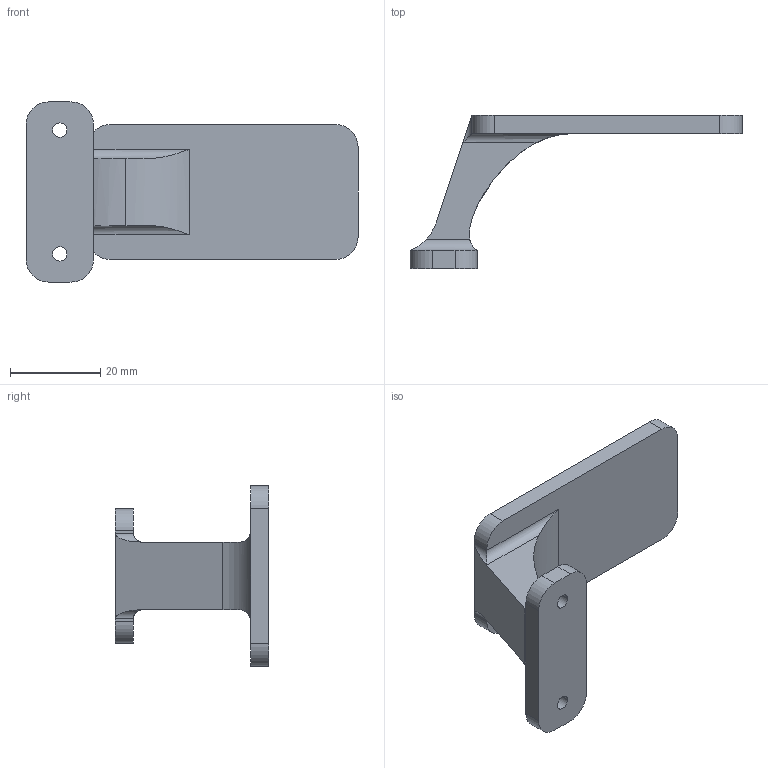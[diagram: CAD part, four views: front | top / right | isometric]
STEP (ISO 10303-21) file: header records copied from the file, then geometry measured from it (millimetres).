
FILE_DESCRIPTION (( 'STEP AP203' ), '1' );
FILE_NAME ('Hall Eff Sensor Mount.STEP', '2026-01-11T20:16:09', ( '' ), ( '' ), 'SwSTEP 2.0', 'SolidWorks 2024', '' );
FILE_SCHEMA (( 'CONFIG_CONTROL_DESIGN' ));
Length unit declared in the file: millimetre
Products named in the file (1): Hall Eff Sensor Mount
Bounding box: 73.75 x 34 x 40 mm (x, y, z)
Volume: 11586.7 mm3; surface area: 7065.5 mm2
Topology: 1 solids, 1 shells, 43 faces, 110 edges, 70 vertices
Faces by surface type: plane 22, cylinder 19, bspline 2
Entity records: 1613 total; most frequent: CARTESIAN_POINT 509, ORIENTED_EDGE 220, DIRECTION 203, EDGE_CURVE 110, VERTEX_POINT 70, AXIS2_PLACEMENT_3D 68, VECTOR 67, LINE 67
